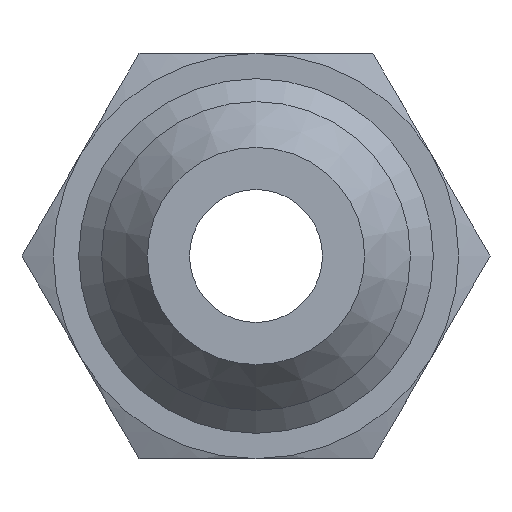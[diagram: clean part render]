
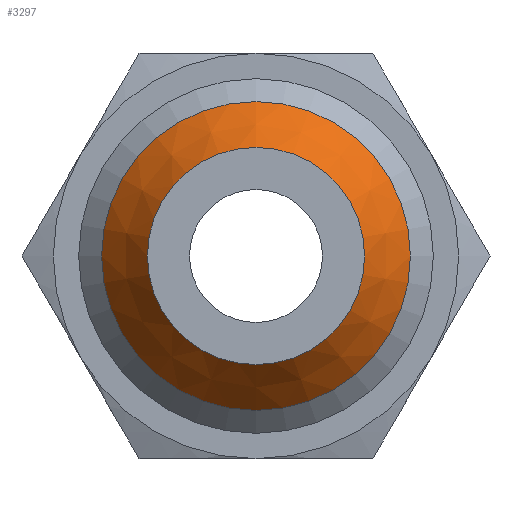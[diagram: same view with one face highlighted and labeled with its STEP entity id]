
A CAD part, left-side view. The second image highlights one B-rep face of the part: STEP entity #3297.
In plain terms, the highlighted conical face has half-angle 37 degrees and reference radius 25.4 mm.
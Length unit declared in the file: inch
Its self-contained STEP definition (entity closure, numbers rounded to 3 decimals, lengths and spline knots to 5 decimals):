
#3270=CARTESIAN_POINT('',(0.2014,0.,0.));
#3271=DIRECTION('',(1.0,0.0,0.0));
#3272=DIRECTION('',(0.0,0.0,-1.0));
#3273=AXIS2_PLACEMENT_3D('',#3270,#3271,#3272);
#3274=CONICAL_SURFACE('',#3273,1.0,37.);
#3275=CARTESIAN_POINT('',(-0.77,0.,0.268));
#3276=VERTEX_POINT('',#3275);
#3277=CARTESIAN_POINT('',(-0.77,0.,0.));
#3278=DIRECTION('',(1.0,0.0,0.0));
#3279=DIRECTION('',(0.0,0.0,-1.0));
#3280=AXIS2_PLACEMENT_3D('',#3277,#3278,#3279);
#3281=CIRCLE('',#3280,0.268);
#3282=EDGE_CURVE('',#3276,#3276,#3281,.T.);
#3283=ORIENTED_EDGE('',*,*,#3282,.T.);
#3284=EDGE_LOOP('',(#3283));
#3285=FACE_OUTER_BOUND('',#3284,.T.);
#3286=CARTESIAN_POINT('',(-0.62004,0.,0.381));
#3287=VERTEX_POINT('',#3286);
#3288=CARTESIAN_POINT('',(-0.62004,0.,0.));
#3289=DIRECTION('',(-1.0,0.0,0.0));
#3290=DIRECTION('',(0.0,0.0,-1.0));
#3291=AXIS2_PLACEMENT_3D('',#3288,#3289,#3290);
#3292=CIRCLE('',#3291,0.381);
#3293=EDGE_CURVE('',#3287,#3287,#3292,.T.);
#3294=ORIENTED_EDGE('',*,*,#3293,.T.);
#3295=EDGE_LOOP('',(#3294));
#3296=FACE_BOUND('',#3295,.T.);
#3297=ADVANCED_FACE('',(#3285,#3296),#3274,.T.);
